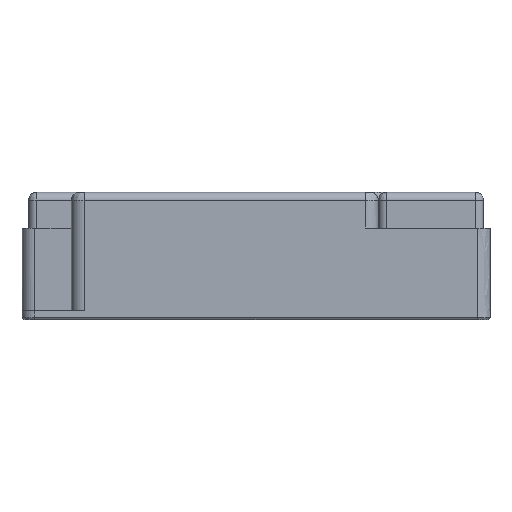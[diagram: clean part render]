
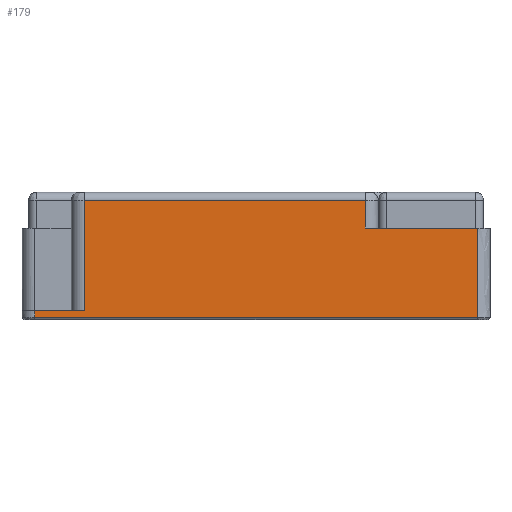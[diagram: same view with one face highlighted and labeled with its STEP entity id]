
A CAD part, front view. The second image highlights one B-rep face of the part: STEP entity #179.
In plain terms, the highlighted planar face has unit normal (0, -1, 0).
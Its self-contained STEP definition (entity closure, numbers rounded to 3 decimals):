
#179=ADVANCED_FACE('',(#401),#3652,.T.);
#401=FACE_OUTER_BOUND('',#623,.T.);
#623=EDGE_LOOP('',(#1496,#1497,#1498,#1499,#1500,#1501,#1502,#1503));
#1496=ORIENTED_EDGE('',*,*,#2294,.F.);
#1497=ORIENTED_EDGE('',*,*,#2295,.T.);
#1498=ORIENTED_EDGE('',*,*,#2296,.T.);
#1499=ORIENTED_EDGE('',*,*,#2297,.T.);
#1500=ORIENTED_EDGE('',*,*,#2298,.T.);
#1501=ORIENTED_EDGE('',*,*,#2299,.T.);
#1502=ORIENTED_EDGE('',*,*,#2300,.T.);
#1503=ORIENTED_EDGE('',*,*,#2291,.F.);
#2291=EDGE_CURVE('',#3344,#3346,#2963,.T.);
#2294=EDGE_CURVE('',#3348,#3344,#2965,.T.);
#2295=EDGE_CURVE('',#3348,#3349,#2966,.T.);
#2296=EDGE_CURVE('',#3349,#3350,#2967,.T.);
#2297=EDGE_CURVE('',#3350,#3351,#2968,.T.);
#2298=EDGE_CURVE('',#3351,#3352,#2969,.T.);
#2299=EDGE_CURVE('',#3352,#3353,#2970,.T.);
#2300=EDGE_CURVE('',#3353,#3346,#2971,.T.);
#2963=B_SPLINE_CURVE_WITH_KNOTS('',1,(#8099,#8100),.UNSPECIFIED.,.F.,.F.,
(2,2),(0.,87.),.UNSPECIFIED.);
#2965=B_SPLINE_CURVE_WITH_KNOTS('',1,(#8106,#8107),.UNSPECIFIED.,.F.,.F.,
(2,2),(0.,17.5),.UNSPECIFIED.);
#2966=B_SPLINE_CURVE_WITH_KNOTS('',1,(#8108,#8109),.UNSPECIFIED.,.F.,.F.,
(2,2),(0.,22.),.UNSPECIFIED.);
#2967=B_SPLINE_CURVE_WITH_KNOTS('',1,(#8110,#8111),.UNSPECIFIED.,.F.,.F.,
(2,2),(0.,5.5),.UNSPECIFIED.);
#2968=B_SPLINE_CURVE_WITH_KNOTS('',1,(#8112,#8113),.UNSPECIFIED.,.F.,.F.,
(2,2),(0.,55.3),.UNSPECIFIED.);
#2969=B_SPLINE_CURVE_WITH_KNOTS('',1,(#8114,#8115),.UNSPECIFIED.,.F.,.F.,
(2,2),(0.,21.8),.UNSPECIFIED.);
#2970=B_SPLINE_CURVE_WITH_KNOTS('',1,(#8116,#8117),.UNSPECIFIED.,.F.,.F.,
(2,2),(0.,9.7),.UNSPECIFIED.);
#2971=B_SPLINE_CURVE_WITH_KNOTS('',1,(#8118,#8119),.UNSPECIFIED.,.F.,.F.,
(2,2),(0.,1.2),.UNSPECIFIED.);
#3344=VERTEX_POINT('',#7945);
#3346=VERTEX_POINT('',#7947);
#3348=VERTEX_POINT('',#7949);
#3349=VERTEX_POINT('',#7950);
#3350=VERTEX_POINT('',#7951);
#3351=VERTEX_POINT('',#7952);
#3352=VERTEX_POINT('',#7953);
#3353=VERTEX_POINT('',#7954);
#3652=PLANE('',#3777);
#3777=AXIS2_PLACEMENT_3D('',#6736,#3887,$);
#3887=DIRECTION('',(0.,-1.,0.));
#6736=CARTESIAN_POINT('',(-52.212,-18.,25.812));
#7945=CARTESIAN_POINT('',(43.5,-18.,0.5));
#7947=CARTESIAN_POINT('',(-43.5,-18.,0.5));
#7949=CARTESIAN_POINT('',(43.5,-18.,18.));
#7950=CARTESIAN_POINT('',(21.5,-18.,18.));
#7951=CARTESIAN_POINT('',(21.5,-18.,23.5));
#7952=CARTESIAN_POINT('',(-33.8,-18.,23.5));
#7953=CARTESIAN_POINT('',(-33.8,-18.,1.7));
#7954=CARTESIAN_POINT('',(-43.5,-18.,1.7));
#8099=CARTESIAN_POINT('',(43.5,-18.,0.5));
#8100=CARTESIAN_POINT('',(-43.5,-18.,0.5));
#8106=CARTESIAN_POINT('',(43.5,-18.,18.));
#8107=CARTESIAN_POINT('',(43.5,-18.,0.5));
#8108=CARTESIAN_POINT('',(43.5,-18.,18.));
#8109=CARTESIAN_POINT('',(21.5,-18.,18.));
#8110=CARTESIAN_POINT('',(21.5,-18.,18.));
#8111=CARTESIAN_POINT('',(21.5,-18.,23.5));
#8112=CARTESIAN_POINT('',(21.5,-18.,23.5));
#8113=CARTESIAN_POINT('',(-33.8,-18.,23.5));
#8114=CARTESIAN_POINT('',(-33.8,-18.,23.5));
#8115=CARTESIAN_POINT('',(-33.8,-18.,1.7));
#8116=CARTESIAN_POINT('',(-33.8,-18.,1.7));
#8117=CARTESIAN_POINT('',(-43.5,-18.,1.7));
#8118=CARTESIAN_POINT('',(-43.5,-18.,1.7));
#8119=CARTESIAN_POINT('',(-43.5,-18.,0.5));
